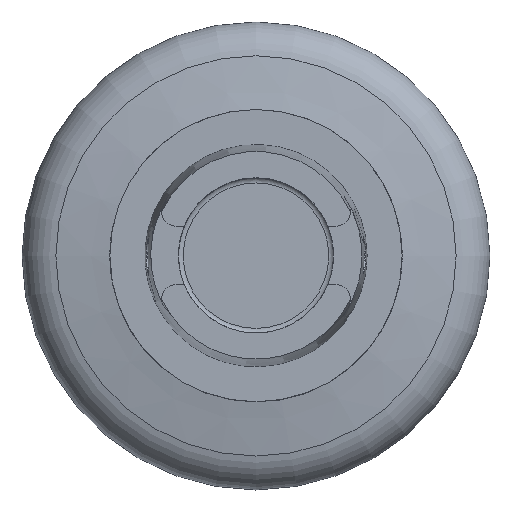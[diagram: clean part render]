
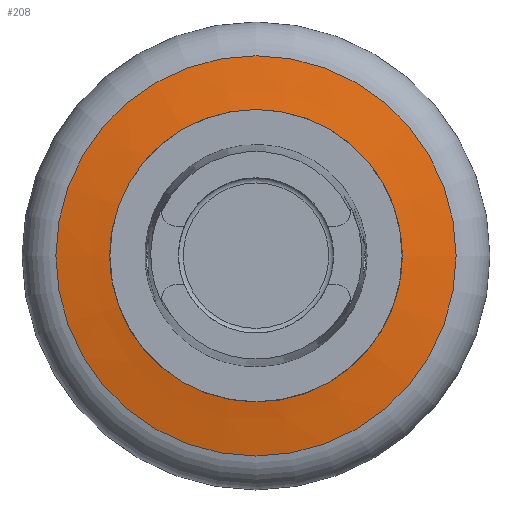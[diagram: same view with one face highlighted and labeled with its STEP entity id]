
A CAD part, top view. The second image highlights one B-rep face of the part: STEP entity #208.
In plain terms, the highlighted conical face has half-angle 80 degrees and reference radius 80 mm.
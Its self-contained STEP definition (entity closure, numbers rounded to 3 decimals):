
#48=CONICAL_SURFACE('',#1538,80.,80.);
#103=FACE_BOUND('',#403,.T.);
#104=FACE_BOUND('',#404,.T.);
#208=ADVANCED_FACE('',(#103,#104),#48,.T.);
#403=EDGE_LOOP('',(#807));
#404=EDGE_LOOP('',(#808));
#484=CIRCLE('',#1536,44.411);
#485=CIRCLE('',#1537,68.431);
#807=ORIENTED_EDGE('',*,*,#1159,.T.);
#808=ORIENTED_EDGE('',*,*,#1160,.T.);
#978=VERTEX_POINT('',#2495);
#979=VERTEX_POINT('',#2497);
#1159=EDGE_CURVE('',#978,#978,#484,.T.);
#1160=EDGE_CURVE('',#979,#979,#485,.T.);
#1536=AXIS2_PLACEMENT_3D('',#2494,#1877,#1878);
#1537=AXIS2_PLACEMENT_3D('',#2496,#1879,#1880);
#1538=AXIS2_PLACEMENT_3D('',#2498,#1881,#1882);
#1877=DIRECTION('',(0.,0.,-1.));
#1878=DIRECTION('',(1.,0.,0.));
#1879=DIRECTION('',(0.,0.,1.));
#1880=DIRECTION('',(1.,0.,0.));
#1881=DIRECTION('',(0.,0.,-1.));
#1882=DIRECTION('',(1.,0.,0.));
#2494=CARTESIAN_POINT('',(0.,0.,-46.317));
#2495=CARTESIAN_POINT('',(44.411,0.,-46.317));
#2496=CARTESIAN_POINT('',(0.,0.,-50.552));
#2497=CARTESIAN_POINT('',(68.431,0.,-50.552));
#2498=CARTESIAN_POINT('',(0.,0.,-52.592));
